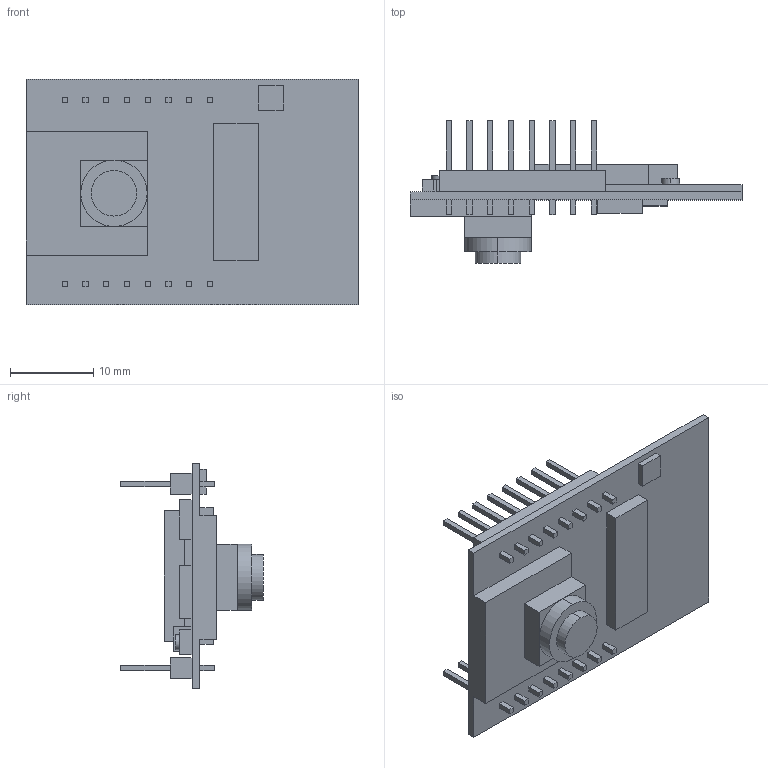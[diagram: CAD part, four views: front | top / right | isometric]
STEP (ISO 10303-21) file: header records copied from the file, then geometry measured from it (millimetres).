
FILE_DESCRIPTION (( 'STEP AP214' ), '1' );
FILE_NAME ('esp32cam.STEP', '2020-06-15T22:07:47', ( '' ), ( '' ), 'SwSTEP 2.0', 'SolidWorks 2020', '' );
FILE_SCHEMA (( 'AUTOMOTIVE_DESIGN' ));
Length unit declared in the file: millimetre
Products named in the file (1): esp32cam
Bounding box: 40 x 17.2 x 27.2 mm (x, y, z)
Volume: 3349.5 mm3; surface area: 3561.1 mm2
Topology: 1 solids, 1 shells, 251 faces, 600 edges, 398 vertices
Faces by surface type: plane 239, cylinder 12
Entity records: 9542 total; most frequent: CARTESIAN_POINT 1250, ORIENTED_EDGE 1200, DIRECTION 1130, EDGE_CURVE 600, VECTOR 574, LINE 574, VERTEX_POINT 398, EDGE_LOOP 298
